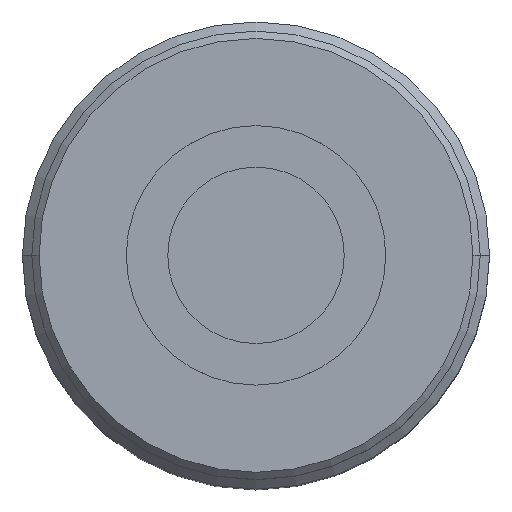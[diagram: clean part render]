
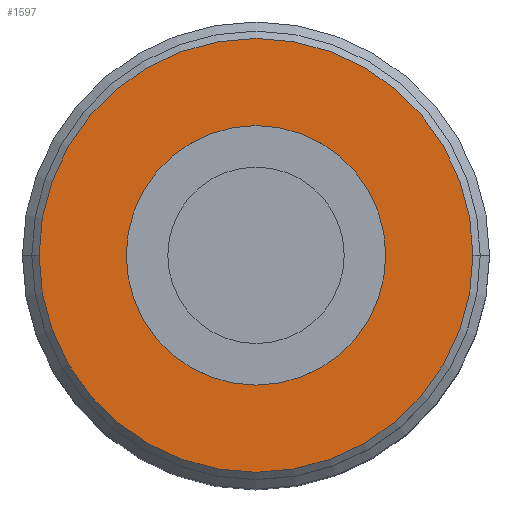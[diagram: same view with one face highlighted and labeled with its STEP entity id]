
A CAD part, top view. The second image highlights one B-rep face of the part: STEP entity #1597.
In plain terms, the highlighted planar face has unit normal (0, 0, 1).
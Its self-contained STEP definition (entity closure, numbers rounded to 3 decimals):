
#139 = DIRECTION ( 'NONE',  ( 0., 0., 1. ) ) ;
#142 = DIRECTION ( 'NONE',  ( 1., 0., 0. ) ) ;
#144 = CARTESIAN_POINT ( 'NONE',  ( 0., 0., 59.7 ) ) ;
#283 = DIRECTION ( 'NONE',  ( 0., 0., 1. ) ) ;
#284 = DIRECTION ( 'NONE',  ( 1., 0., 0. ) ) ;
#288 = CARTESIAN_POINT ( 'NONE',  ( 0., 0., 59.7 ) ) ;
#504 = DIRECTION ( 'NONE',  ( 1., 0., 0. ) ) ;
#505 = DIRECTION ( 'NONE',  ( 0., 0., 1. ) ) ;
#507 = PLANE ( 'NONE',  #1843 ) ;
#510 = CARTESIAN_POINT ( 'NONE',  ( 0., 0., 59.7 ) ) ;
#868 = CARTESIAN_POINT ( 'NONE',  ( 20.9, 0., 59.7 ) ) ;
#893 = CARTESIAN_POINT ( 'NONE',  ( -20.9, 0., 59.7 ) ) ;
#910 = CARTESIAN_POINT ( 'NONE',  ( 12.5, 0., 59.7 ) ) ;
#924 = CARTESIAN_POINT ( 'NONE',  ( -12.5, 0., 59.7 ) ) ;
#1197 = DIRECTION ( 'NONE',  ( 1., 0., 0. ) ) ;
#1204 = DIRECTION ( 'NONE',  ( 0., 0., -1. ) ) ;
#1205 = CARTESIAN_POINT ( 'NONE',  ( 0., 0., 59.7 ) ) ;
#1215 = DIRECTION ( 'NONE',  ( 1., 0., 0. ) ) ;
#1216 = DIRECTION ( 'NONE',  ( 0., 0., -1. ) ) ;
#1217 = CARTESIAN_POINT ( 'NONE',  ( 0., 0., 59.7 ) ) ;
#1358 = CIRCLE ( 'NONE', #1715, 20.9 ) ;
#1367 = CIRCLE ( 'NONE', #1708, 20.9 ) ;
#1435 = CIRCLE ( 'NONE', #1879, 12.5 ) ;
#1597 = ADVANCED_FACE ( 'NONE', ( #2732, #2734 ), #507, .T. ) ;
#1708 = AXIS2_PLACEMENT_3D ( 'NONE', #1205, #1204, #1197 ) ;
#1715 = AXIS2_PLACEMENT_3D ( 'NONE', #1217, #1216, #1215 ) ;
#1843 = AXIS2_PLACEMENT_3D ( 'NONE', #510, #505, #504 ) ;
#1866 = AXIS2_PLACEMENT_3D ( 'NONE', #144, #139, #142 ) ;
#1879 = AXIS2_PLACEMENT_3D ( 'NONE', #288, #283, #284 ) ;
#2027 = VERTEX_POINT ( 'NONE', #868 ) ;
#2044 = VERTEX_POINT ( 'NONE', #893 ) ;
#2051 = VERTEX_POINT ( 'NONE', #910 ) ;
#2060 = VERTEX_POINT ( 'NONE', #924 ) ;
#2175 = EDGE_LOOP ( 'NONE', ( #2425, #2443 ) ) ;
#2177 = EDGE_LOOP ( 'NONE', ( #2390, #2391 ) ) ;
#2390 = ORIENTED_EDGE ( 'NONE', *, *, #2532, .F. ) ;
#2391 = ORIENTED_EDGE ( 'NONE', *, *, #2513, .F. ) ;
#2425 = ORIENTED_EDGE ( 'NONE', *, *, #2448, .F. ) ;
#2443 = ORIENTED_EDGE ( 'NONE', *, *, #2453, .F. ) ;
#2448 = EDGE_CURVE ( 'NONE', #2044, #2027, #1358, .T. ) ;
#2453 = EDGE_CURVE ( 'NONE', #2027, #2044, #1367, .T. ) ;
#2513 = EDGE_CURVE ( 'NONE', #2060, #2051, #1435, .T. ) ;
#2532 = EDGE_CURVE ( 'NONE', #2051, #2060, #2765, .T. ) ;
#2732 = FACE_OUTER_BOUND ( 'NONE', #2175, .T. ) ;
#2734 = FACE_BOUND ( 'NONE', #2177, .T. ) ;
#2765 = CIRCLE ( 'NONE', #1866, 12.5 ) ;
